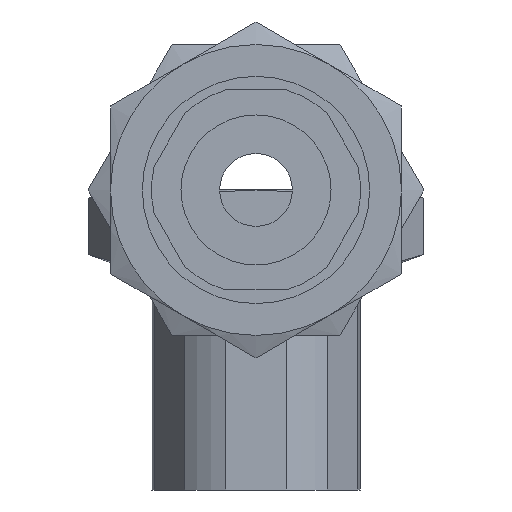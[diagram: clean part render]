
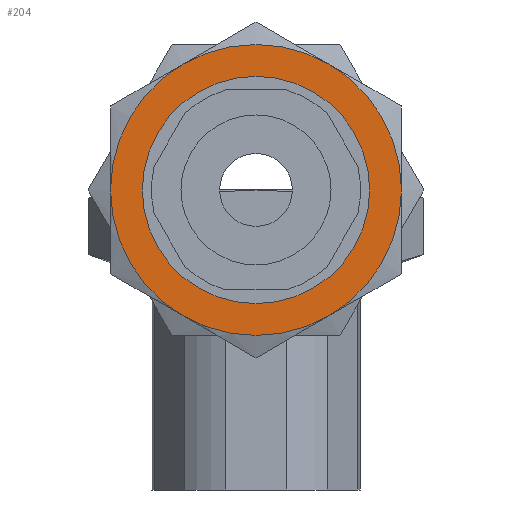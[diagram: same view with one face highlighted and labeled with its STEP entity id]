
A CAD part, front view. The second image highlights one B-rep face of the part: STEP entity #204.
In plain terms, the highlighted face is planar.
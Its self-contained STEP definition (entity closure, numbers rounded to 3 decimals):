
#204 = ADVANCED_FACE( 'NONE', ( #303, #304 ), #305, .F. );
#303 = FACE_OUTER_BOUND( '', #450, .T. );
#304 = FACE_BOUND( '', #451, .T. );
#305 = PLANE( '', #452 );
#450 = EDGE_LOOP( '', ( #615, #616, #617, #618, #619, #620 ) );
#451 = EDGE_LOOP( '', ( #621 ) );
#452 = AXIS2_PLACEMENT_3D( '', #622, #623, #624 );
#615 = ORIENTED_EDGE( '', *, *, #1057, .T. );
#616 = ORIENTED_EDGE( '', *, *, #1058, .T. );
#617 = ORIENTED_EDGE( '', *, *, #1055, .T. );
#618 = ORIENTED_EDGE( '', *, *, #1059, .T. );
#619 = ORIENTED_EDGE( '', *, *, #1060, .T. );
#620 = ORIENTED_EDGE( '', *, *, #1061, .T. );
#621 = ORIENTED_EDGE( '', *, *, #1062, .F. );
#622 = CARTESIAN_POINT( '', ( 27.713, -16., 0. ) );
#623 = DIRECTION( '', ( 0., 0., -1. ) );
#624 = DIRECTION( '', ( 0., -1., 0. ) );
#1055 = EDGE_CURVE( 'NONE', #1208, #1206, #1209, .T. );
#1057 = EDGE_CURVE( 'NONE', #1211, #1212, #1213, .T. );
#1058 = EDGE_CURVE( 'NONE', #1212, #1208, #1214, .T. );
#1059 = EDGE_CURVE( 'NONE', #1206, #1215, #1216, .T. );
#1060 = EDGE_CURVE( 'NONE', #1215, #1217, #1218, .T. );
#1061 = EDGE_CURVE( 'NONE', #1217, #1211, #1219, .T. );
#1062 = EDGE_CURVE( 'NONE', #1220, #1220, #1221, .T. );
#1206 = VERTEX_POINT( 'NONE', #1440 );
#1208 = VERTEX_POINT( 'NONE', #1447 );
#1209 = CIRCLE( '', #1448, 16. );
#1211 = VERTEX_POINT( 'NONE', #1455 );
#1212 = VERTEX_POINT( 'NONE', #1456 );
#1213 = CIRCLE( '', #1457, 16. );
#1214 = CIRCLE( '', #1458, 16. );
#1215 = VERTEX_POINT( 'NONE', #1459 );
#1216 = CIRCLE( '', #1460, 16. );
#1217 = VERTEX_POINT( 'NONE', #1461 );
#1218 = CIRCLE( '', #1462, 16. );
#1219 = CIRCLE( '', #1463, 16. );
#1220 = VERTEX_POINT( '', #1464 );
#1221 = CIRCLE( '', #1465, 11.75 );
#1440 = CARTESIAN_POINT( '', ( 0., -16., 0. ) );
#1447 = CARTESIAN_POINT( '', ( -13.856, -8., 0. ) );
#1448 = AXIS2_PLACEMENT_3D( '', #1802, #1803, #1804 );
#1455 = CARTESIAN_POINT( '', ( 0., 16., 0. ) );
#1456 = CARTESIAN_POINT( '', ( -13.856, 8., 0. ) );
#1457 = AXIS2_PLACEMENT_3D( '', #1805, #1806, #1807 );
#1458 = AXIS2_PLACEMENT_3D( '', #1808, #1809, #1810 );
#1459 = CARTESIAN_POINT( '', ( 13.856, -8., 0. ) );
#1460 = AXIS2_PLACEMENT_3D( '', #1811, #1812, #1813 );
#1461 = CARTESIAN_POINT( '', ( 13.856, 8., 0. ) );
#1462 = AXIS2_PLACEMENT_3D( '', #1814, #1815, #1816 );
#1463 = AXIS2_PLACEMENT_3D( '', #1817, #1818, #1819 );
#1464 = CARTESIAN_POINT( '', ( 11.75, 0., 0. ) );
#1465 = AXIS2_PLACEMENT_3D( '', #1820, #1821, #1822 );
#1802 = CARTESIAN_POINT( '', ( 0., 0., 0. ) );
#1803 = DIRECTION( '', ( 0., 0., 1. ) );
#1804 = DIRECTION( '', ( 1., 0., 0. ) );
#1805 = CARTESIAN_POINT( '', ( 0., 0., 0. ) );
#1806 = DIRECTION( '', ( 0., 0., 1. ) );
#1807 = DIRECTION( '', ( 1., 0., 0. ) );
#1808 = CARTESIAN_POINT( '', ( 0., 0., 0. ) );
#1809 = DIRECTION( '', ( 0., 0., 1. ) );
#1810 = DIRECTION( '', ( 1., 0., 0. ) );
#1811 = CARTESIAN_POINT( '', ( 0., 0., 0. ) );
#1812 = DIRECTION( '', ( 0., 0., 1. ) );
#1813 = DIRECTION( '', ( 1., 0., 0. ) );
#1814 = CARTESIAN_POINT( '', ( 0., 0., 0. ) );
#1815 = DIRECTION( '', ( 0., 0., 1. ) );
#1816 = DIRECTION( '', ( 1., 0., 0. ) );
#1817 = CARTESIAN_POINT( '', ( 0., 0., 0. ) );
#1818 = DIRECTION( '', ( 0., 0., 1. ) );
#1819 = DIRECTION( '', ( 1., 0., 0. ) );
#1820 = CARTESIAN_POINT( '', ( 0., 0., 0. ) );
#1821 = DIRECTION( '', ( 0., 0., 1. ) );
#1822 = DIRECTION( '', ( 1., 0., 0. ) );
